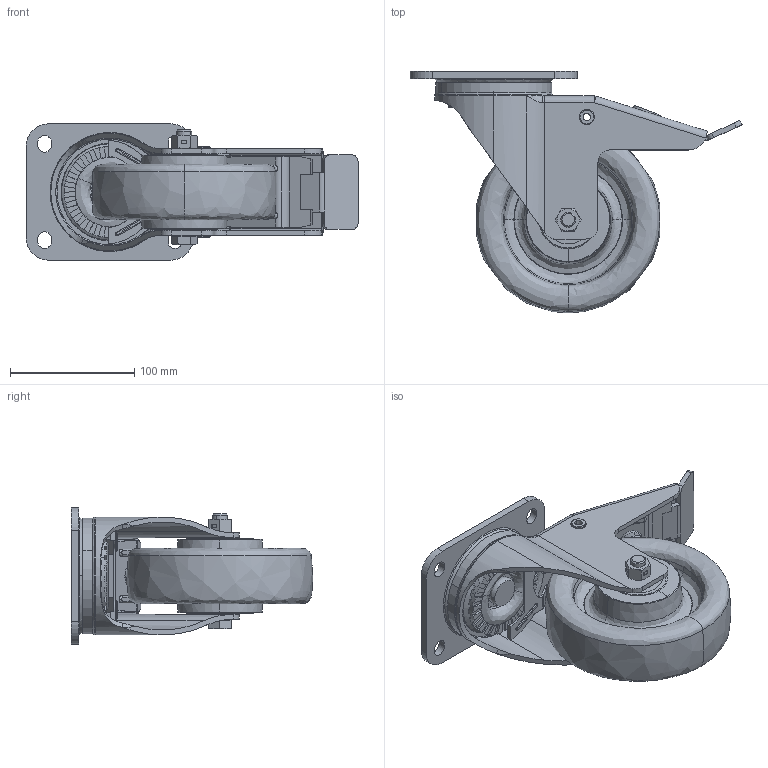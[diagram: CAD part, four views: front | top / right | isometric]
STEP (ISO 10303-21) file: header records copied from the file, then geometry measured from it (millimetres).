
FILE_DESCRIPTION (( 'STEP AP214' ), '1' );
FILE_NAME ('0023381_L-IM-PUZK-150-K-3-DSN.STEP', '2015-10-14T11:39:49', ( '' ), ( '' ), 'SwSTEP 2.0', 'SolidWorks 2014', '' );
FILE_SCHEMA (( 'AUTOMOTIVE_DESIGN' ));
Length unit declared in the file: millimetre
Products named in the file (1): 0023381_L-IM-PUZK-150-K-3-DSN
Bounding box: 267.63 x 194.86 x 110 mm (x, y, z)
Volume: 968838.3 mm3; surface area: 341037.6 mm2
Topology: 21 solids, 25 shells, 1518 faces, 3864 edges, 2453 vertices
Faces by surface type: plane 801, cylinder 372, bspline 239, cone 80, torus 26
Entity records: 77708 total; most frequent: CARTESIAN_POINT 25211, ORIENTED_EDGE 7720, DIRECTION 7054, EDGE_CURVE 3860, AXIS2_PLACEMENT_3D 2485, VERTEX_POINT 2453, LINE 2084, VECTOR 2084
